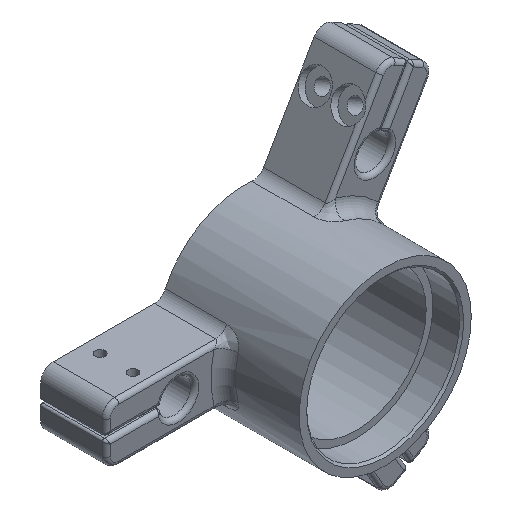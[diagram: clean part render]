
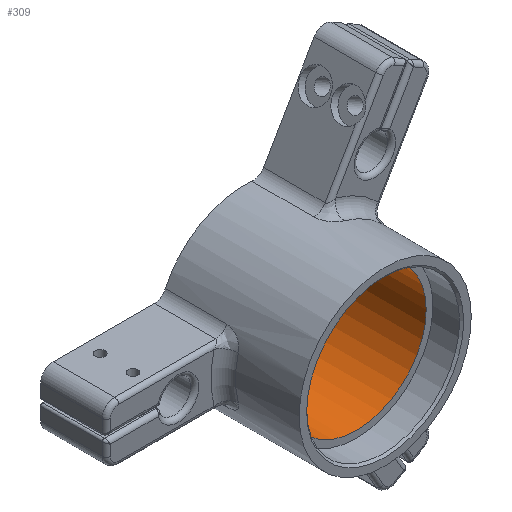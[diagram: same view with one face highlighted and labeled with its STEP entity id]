
A CAD part, isometric view. The second image highlights one B-rep face of the part: STEP entity #309.
In plain terms, the highlighted cylindrical face has radius 17 mm (diameter 34 mm), a full revolution.
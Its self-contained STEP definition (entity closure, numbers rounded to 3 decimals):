
#118=CYLINDRICAL_SURFACE('',#2496,17.);
#309=ADVANCED_FACE('',(#502,#503),#118,.F.);
#502=FACE_BOUND('',#624,.T.);
#503=FACE_BOUND('',#625,.T.);
#624=EDGE_LOOP('',(#1005));
#625=EDGE_LOOP('',(#1006));
#1005=ORIENTED_EDGE('',*,*,#1833,.T.);
#1006=ORIENTED_EDGE('',*,*,#1834,.F.);
#1599=VERTEX_POINT('',#3883);
#1600=VERTEX_POINT('',#3885);
#1833=EDGE_CURVE('',#1599,#1599,#2040,.T.);
#1834=EDGE_CURVE('',#1600,#1600,#2041,.T.);
#2040=CIRCLE('',#2494,17.);
#2041=CIRCLE('',#2495,17.);
#2494=AXIS2_PLACEMENT_3D('',#3882,#2993,#2994);
#2495=AXIS2_PLACEMENT_3D('',#3884,#2995,#2996);
#2496=AXIS2_PLACEMENT_3D('',#3886,#2997,#2998);
#2993=DIRECTION('',(0.,-1.,0.));
#2994=DIRECTION('',(0.,0.,-1.));
#2995=DIRECTION('',(0.,-1.,0.));
#2996=DIRECTION('',(0.,0.,-1.));
#2997=DIRECTION('',(0.,-1.,0.));
#2998=DIRECTION('',(0.,0.,-1.));
#3882=CARTESIAN_POINT('',(0.,-27.5,0.));
#3883=CARTESIAN_POINT('',(0.,-27.5,-17.));
#3884=CARTESIAN_POINT('',(0.,-9.,0.));
#3885=CARTESIAN_POINT('',(0.,-9.,-17.));
#3886=CARTESIAN_POINT('',(0.,0.,0.));
